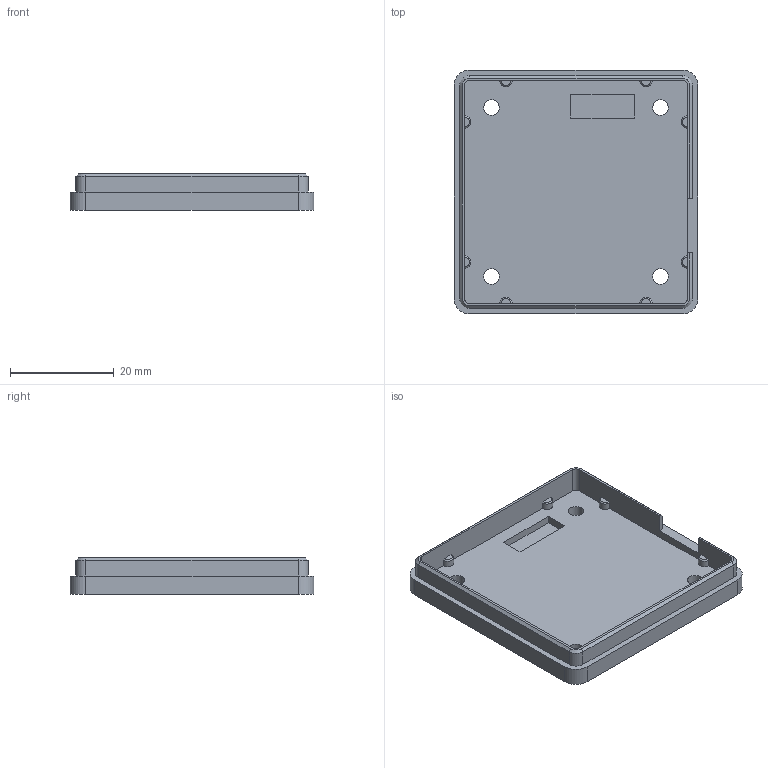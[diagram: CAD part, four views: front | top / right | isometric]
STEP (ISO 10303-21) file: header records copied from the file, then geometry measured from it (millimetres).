
FILE_DESCRIPTION(/* description */ (''),/* implementation_level */ '2;1');
FILE_NAME(/* name */ 'MyNavX_Micro_Base.stp',/* time_stamp */ '2016-12-22T10:15:39-06:00',/* author */ ('Applegate'),/* organization */ (''),/* preprocessor_version */ 'ST-DEVELOPER v16.1',/* originating_system */ 'Autodesk Inventor 2016',/* authorisation */ '');
FILE_SCHEMA (('AUTOMOTIVE_DESIGN { 1 0 10303 214 3 1 1 }'));
Length unit declared in the file: millimetre
Products named in the file (1): MyNavX_Micro_Base
Bounding box: 47 x 47 x 7 mm (x, y, z)
Volume: 5311 mm3; surface area: 6474.8 mm2
Topology: 1 solids, 1 shells, 73 faces, 199 edges, 130 vertices
Faces by surface type: plane 37, cylinder 24, cone 12
Full cylindrical faces by diameter (mm): 3 x4
Entity records: 2329 total; most frequent: DIRECTION 403, CARTESIAN_POINT 399, ORIENTED_EDGE 390, EDGE_CURVE 195, LINE 135, VECTOR 135, AXIS2_PLACEMENT_3D 134, VERTEX_POINT 130
